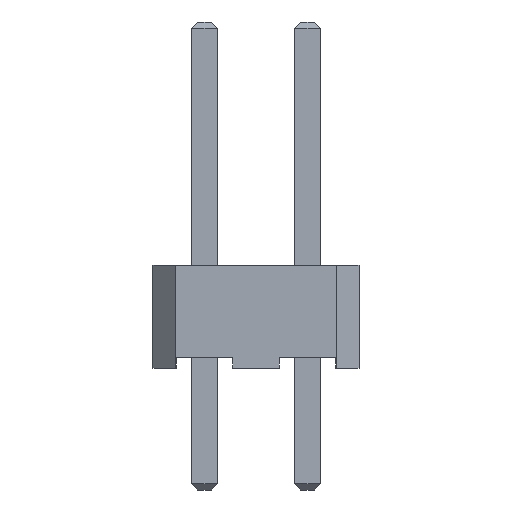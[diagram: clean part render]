
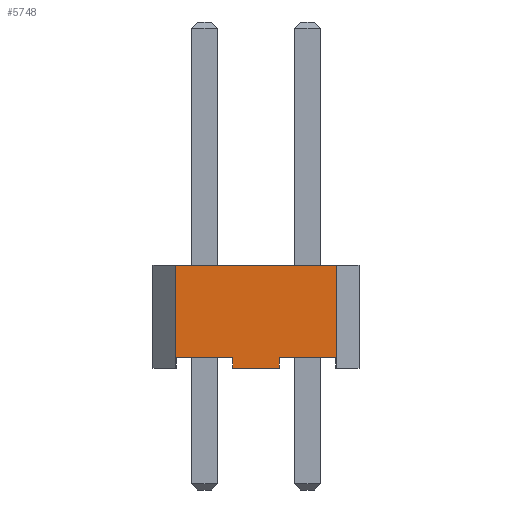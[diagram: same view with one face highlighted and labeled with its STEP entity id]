
A CAD part, left-side view. The second image highlights one B-rep face of the part: STEP entity #5748.
In plain terms, the highlighted planar face has unit normal (-1, 0, 0).
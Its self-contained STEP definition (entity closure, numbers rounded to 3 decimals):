
#342=FACE_OUTER_BOUND('',#696,.T.);
#696=EDGE_LOOP('',(#4819,#4820,#4821,#4822,#4823,#4824,#4825,#4826,#4827,
#4828,#4829,#4830));
#1200=LINE('',#8600,#1976);
#1203=LINE('',#8605,#1979);
#1235=LINE('',#8669,#2011);
#1269=LINE('',#8738,#2045);
#1303=LINE('',#8806,#2079);
#1306=LINE('',#8811,#2082);
#1307=LINE('',#8813,#2083);
#1309=LINE('',#8818,#2085);
#1341=LINE('',#8881,#2117);
#1342=LINE('',#8883,#2118);
#1401=LINE('',#9001,#2177);
#1402=LINE('',#9003,#2178);
#1976=VECTOR('',#7070,10.);
#1979=VECTOR('',#7075,10.);
#2011=VECTOR('',#7109,10.);
#2045=VECTOR('',#7147,10.);
#2079=VECTOR('',#7185,10.);
#2082=VECTOR('',#7190,10.);
#2083=VECTOR('',#7193,10.);
#2085=VECTOR('',#7197,10.);
#2117=VECTOR('',#7231,10.);
#2118=VECTOR('',#7234,10.);
#2177=VECTOR('',#7411,10.);
#2178=VECTOR('',#7414,10.);
#2571=VERTEX_POINT('',#8597);
#2572=VERTEX_POINT('',#8599);
#2573=VERTEX_POINT('',#8603);
#2604=VERTEX_POINT('',#8667);
#2636=VERTEX_POINT('',#8735);
#2637=VERTEX_POINT('',#8737);
#2668=VERTEX_POINT('',#8803);
#2669=VERTEX_POINT('',#8805);
#2670=VERTEX_POINT('',#8809);
#2671=VERTEX_POINT('',#8815);
#2672=VERTEX_POINT('',#8817);
#2702=VERTEX_POINT('',#8879);
#3216=EDGE_CURVE('',#2572,#2571,#1200,.T.);
#3219=EDGE_CURVE('',#2573,#2571,#1203,.T.);
#3251=EDGE_CURVE('',#2604,#2573,#1235,.T.);
#3285=EDGE_CURVE('',#2636,#2637,#1269,.T.);
#3319=EDGE_CURVE('',#2668,#2669,#1303,.T.);
#3322=EDGE_CURVE('',#2670,#2668,#1306,.T.);
#3323=EDGE_CURVE('',#2572,#2670,#1307,.T.);
#3325=EDGE_CURVE('',#2671,#2672,#1309,.T.);
#3357=EDGE_CURVE('',#2702,#2671,#1341,.T.);
#3358=EDGE_CURVE('',#2702,#2669,#1342,.T.);
#3417=EDGE_CURVE('',#2637,#2604,#1401,.T.);
#3418=EDGE_CURVE('',#2672,#2636,#1402,.T.);
#4819=ORIENTED_EDGE('',*,*,#3285,.F.);
#4820=ORIENTED_EDGE('',*,*,#3418,.F.);
#4821=ORIENTED_EDGE('',*,*,#3325,.F.);
#4822=ORIENTED_EDGE('',*,*,#3357,.F.);
#4823=ORIENTED_EDGE('',*,*,#3358,.T.);
#4824=ORIENTED_EDGE('',*,*,#3319,.F.);
#4825=ORIENTED_EDGE('',*,*,#3322,.F.);
#4826=ORIENTED_EDGE('',*,*,#3323,.F.);
#4827=ORIENTED_EDGE('',*,*,#3216,.T.);
#4828=ORIENTED_EDGE('',*,*,#3219,.F.);
#4829=ORIENTED_EDGE('',*,*,#3251,.F.);
#4830=ORIENTED_EDGE('',*,*,#3417,.F.);
#5394=PLANE('',#6137);
#5748=ADVANCED_FACE('',(#342),#5394,.T.);
#6137=AXIS2_PLACEMENT_3D('',#9004,#7415,#7416);
#7070=DIRECTION('',(0.,-1.,0.));
#7075=DIRECTION('',(0.,0.,1.));
#7109=DIRECTION('',(0.,1.,0.));
#7147=DIRECTION('',(0.,-1.,0.));
#7185=DIRECTION('',(0.,0.,1.));
#7190=DIRECTION('',(0.,1.,0.));
#7193=DIRECTION('',(0.,0.,-1.));
#7197=DIRECTION('',(0.,1.,0.));
#7231=DIRECTION('',(0.,0.,-1.));
#7234=DIRECTION('',(0.,-1.,0.));
#7411=DIRECTION('',(0.,0.,-1.));
#7414=DIRECTION('',(0.,0.,1.));
#7415=DIRECTION('center_axis',(-1.,0.,0.));
#7416=DIRECTION('ref_axis',(0.,-1.,0.));
#8597=CARTESIAN_POINT('',(-12.7,-1.97,0.32));
#8599=CARTESIAN_POINT('',(-12.7,-0.57,0.32));
#8600=CARTESIAN_POINT('',(-12.7,-1.135,0.32));
#8603=CARTESIAN_POINT('',(-12.7,-1.97,0.05));
#8605=CARTESIAN_POINT('',(-12.7,-1.97,1.32));
#8667=CARTESIAN_POINT('',(-12.7,-1.987,0.05));
#8669=CARTESIAN_POINT('',(-12.7,-1.159,0.05));
#8735=CARTESIAN_POINT('',(-12.7,1.987,2.59));
#8737=CARTESIAN_POINT('',(-12.7,-1.987,2.59));
#8738=CARTESIAN_POINT('',(-12.7,0.,2.59));
#8803=CARTESIAN_POINT('',(-12.7,0.57,0.05));
#8805=CARTESIAN_POINT('',(-12.7,0.57,0.32));
#8806=CARTESIAN_POINT('',(-12.7,0.57,1.32));
#8809=CARTESIAN_POINT('',(-12.7,-0.57,0.05));
#8811=CARTESIAN_POINT('',(-12.7,-0.817,0.05));
#8813=CARTESIAN_POINT('',(-12.7,-0.57,1.455));
#8815=CARTESIAN_POINT('',(-12.7,1.97,0.05));
#8817=CARTESIAN_POINT('',(-12.7,1.987,0.05));
#8818=CARTESIAN_POINT('',(-12.7,1.723,0.05));
#8879=CARTESIAN_POINT('',(-12.7,1.97,0.32));
#8881=CARTESIAN_POINT('',(-12.7,1.97,1.455));
#8883=CARTESIAN_POINT('',(-12.7,1.405,0.32));
#9001=CARTESIAN_POINT('',(-12.7,-1.987,0.05));
#9003=CARTESIAN_POINT('',(-12.7,1.987,0.05));
#9004=CARTESIAN_POINT('Origin',(-12.7,0.,0.05));
